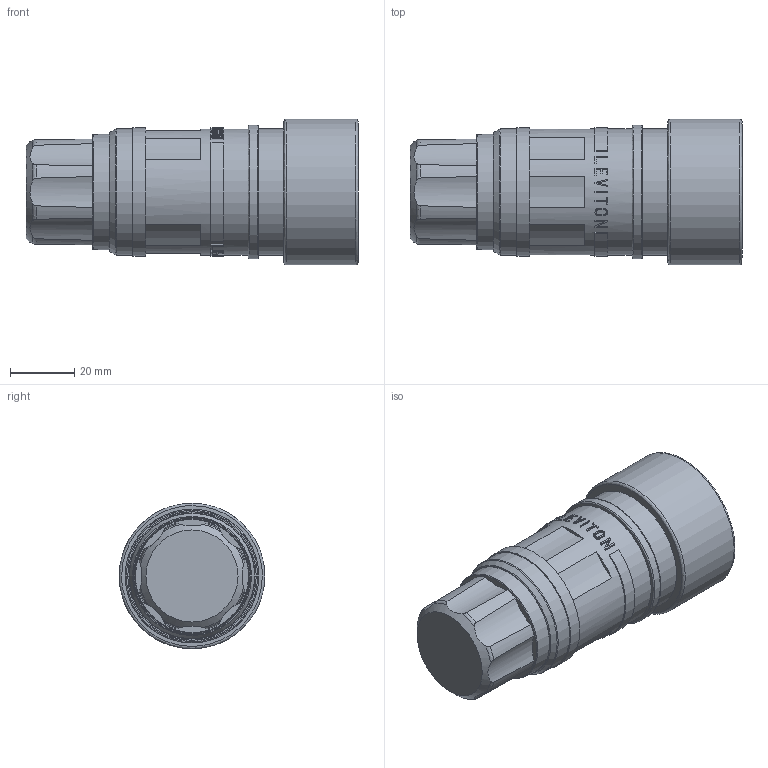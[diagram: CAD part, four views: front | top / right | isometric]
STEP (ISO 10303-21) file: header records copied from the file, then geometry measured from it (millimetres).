
FILE_DESCRIPTION (( 'STEP AP214' ), '1' );
FILE_NAME ('CATSTD-15W47-00B-M01.STEP', '2020-07-20T17:20:40', ( '' ), ( '' ), 'SwSTEP 2.0', 'SolidWorks 2017', '' );
FILE_SCHEMA (( 'AUTOMOTIVE_DESIGN' ));
Length unit declared in the file: millimetre
Products named in the file (2): CATSTD-15W47-00B-M01
Bounding box: 103.05 x 45.24 x 45.24 mm (x, y, z)
Volume: 104198.6 mm3; surface area: 20244.8 mm2
Topology: 1 solids, 1 shells, 1011 faces, 2796 edges, 1852 vertices
Faces by surface type: plane 886, cylinder 72, cone 31, bspline 22
Full cylindrical faces by diameter (mm): 2.362 x3, 5.156 x3, 6.096 x3, 38.1 x1, 39.116 x3, 39.878 x1, 39.959 x1, 41.504 x1, 45.237 x1
Entity records: 33416 total; most frequent: CARTESIAN_POINT 7021, ORIENTED_EDGE 5508, DIRECTION 4822, EDGE_CURVE 2754, LINE 2266, VECTOR 2266, VERTEX_POINT 1839, AXIS2_PLACEMENT_3D 1278
